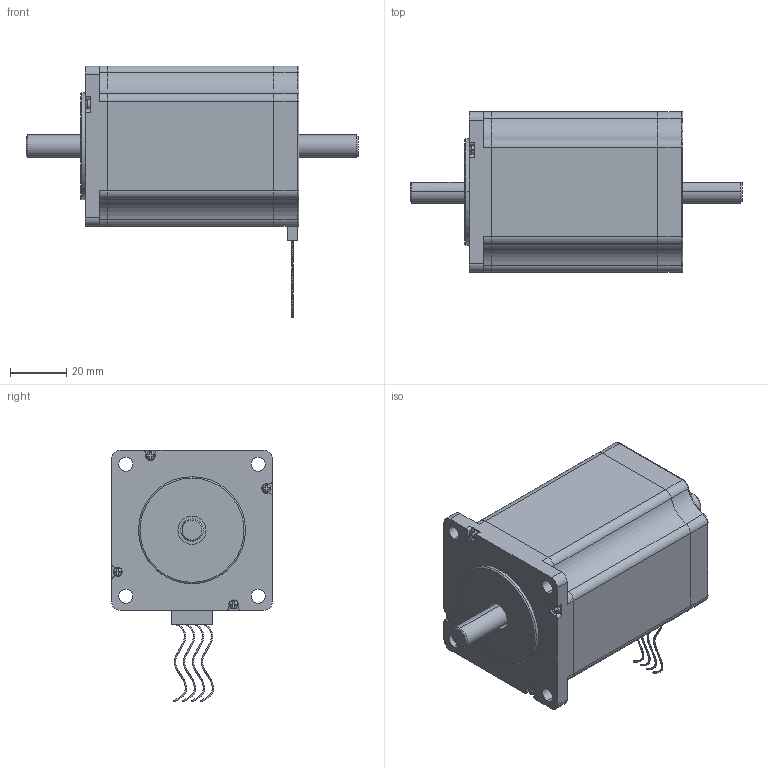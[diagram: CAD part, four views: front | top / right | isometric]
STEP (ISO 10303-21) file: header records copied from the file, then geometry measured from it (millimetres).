
FILE_DESCRIPTION (( 'STEP AP214' ), '1' );
FILE_NAME ('57HS7630B4D8.STEP', '2023-02-16T03:25:31', ( 'Windows 蚚誧' ), ( 'Organization' ), 'SwSTEP 2.0', 'SolidWorks 2021', '' );
FILE_SCHEMA (( 'AUTOMOTIVE_DESIGN' ));
Length unit declared in the file: millimetre
Products named in the file (1): 57HS7630B4D8
Bounding box: 118 x 57 x 89.55 mm (x, y, z)
Volume: 227061.3 mm3; surface area: 36318.8 mm2
Topology: 5 solids, 5 shells, 282 faces, 726 edges, 470 vertices
Faces by surface type: plane 126, cylinder 112, torus 22, cone 14, bspline 8
Entity records: 10453 total; most frequent: CARTESIAN_POINT 3009, DIRECTION 1464, ORIENTED_EDGE 1452, EDGE_CURVE 726, AXIS2_PLACEMENT_3D 571, VERTEX_POINT 470, LINE 322, VECTOR 322
